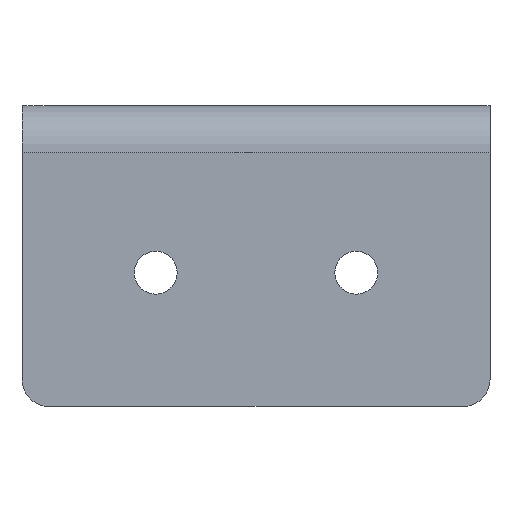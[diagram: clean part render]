
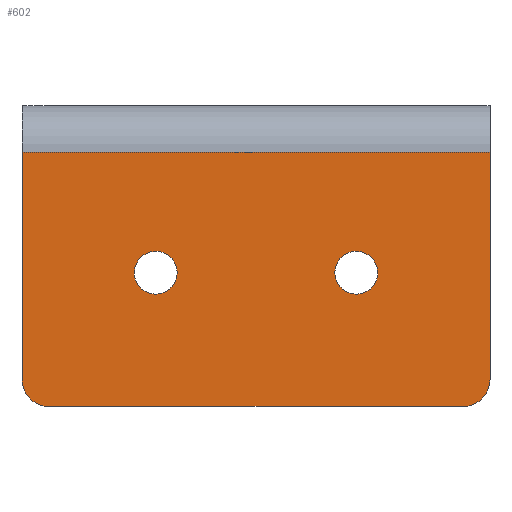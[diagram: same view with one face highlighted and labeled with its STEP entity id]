
A CAD part, front view. The second image highlights one B-rep face of the part: STEP entity #602.
In plain terms, the highlighted planar face has unit normal (0, -1, 0).
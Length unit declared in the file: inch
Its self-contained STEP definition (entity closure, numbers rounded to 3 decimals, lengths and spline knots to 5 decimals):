
#21 = CARTESIAN_POINT ( 'NONE',  ( -0.375, -0.75, -0.5 ) ) ;
#23 = EDGE_LOOP ( 'NONE', ( #565, #223 ) ) ;
#30 = AXIS2_PLACEMENT_3D ( 'NONE', #663, #657, #310 ) ;
#35 = DIRECTION ( 'NONE',  ( 0., 1., 0. ) ) ;
#55 = AXIS2_PLACEMENT_3D ( 'NONE', #21, #716, #588 ) ;
#56 = CARTESIAN_POINT ( 'NONE',  ( -0.875, -0.75, -1. ) ) ;
#75 = VERTEX_POINT ( 'NONE', #278 ) ;
#77 = DIRECTION ( 'NONE',  ( 1., 0., 0. ) ) ;
#79 = CIRCLE ( 'NONE', #546, 0.08 ) ;
#106 = AXIS2_PLACEMENT_3D ( 'NONE', #594, #194, #190 ) ;
#123 = VERTEX_POINT ( 'NONE', #751 ) ;
#124 = CARTESIAN_POINT ( 'NONE',  ( -0.775, -0.75, -0.9 ) ) ;
#131 = EDGE_CURVE ( 'NONE', #678, #170, #274, .T. ) ;
#141 = EDGE_CURVE ( 'NONE', #674, #170, #625, .T. ) ;
#146 = EDGE_LOOP ( 'NONE', ( #438, #347, #603, #470, #188, #237 ) ) ;
#148 = DIRECTION ( 'NONE',  ( 0., 1., 0. ) ) ;
#152 = CIRCLE ( 'NONE', #688, 0.1 ) ;
#167 = VERTEX_POINT ( 'NONE', #576 ) ;
#170 = VERTEX_POINT ( 'NONE', #283 ) ;
#183 = CARTESIAN_POINT ( 'NONE',  ( -0.875, -0.75, -0.05 ) ) ;
#188 = ORIENTED_EDGE ( 'NONE', *, *, #141, .T. ) ;
#190 = DIRECTION ( 'NONE',  ( 0., 0., -1. ) ) ;
#192 = AXIS2_PLACEMENT_3D ( 'NONE', #124, #300, #601 ) ;
#194 = DIRECTION ( 'NONE',  ( 0., -1., 0. ) ) ;
#220 = LINE ( 'NONE', #56, #623 ) ;
#223 = ORIENTED_EDGE ( 'NONE', *, *, #234, .T. ) ;
#234 = EDGE_CURVE ( 'NONE', #432, #167, #291, .T. ) ;
#237 = ORIENTED_EDGE ( 'NONE', *, *, #131, .F. ) ;
#240 = CARTESIAN_POINT ( 'NONE',  ( 0.875, -0.75, -1. ) ) ;
#250 = CARTESIAN_POINT ( 'NONE',  ( 0.375, -0.75, -0.5 ) ) ;
#252 = DIRECTION ( 'NONE',  ( 0., 0., -1. ) ) ;
#265 = DIRECTION ( 'NONE',  ( 0., 0., 1. ) ) ;
#274 = LINE ( 'NONE', #332, #661 ) ;
#278 = CARTESIAN_POINT ( 'NONE',  ( 0.375, -0.75, -0.42 ) ) ;
#282 = EDGE_CURVE ( 'NONE', #527, #123, #295, .T. ) ;
#283 = CARTESIAN_POINT ( 'NONE',  ( 0.875, -0.75, -0.05 ) ) ;
#291 = CIRCLE ( 'NONE', #55, 0.08 ) ;
#295 = LINE ( 'NONE', #240, #685 ) ;
#300 = DIRECTION ( 'NONE',  ( 0., 1., 0. ) ) ;
#310 = DIRECTION ( 'NONE',  ( 0., 0., 1. ) ) ;
#332 = CARTESIAN_POINT ( 'NONE',  ( 0.875, -0.75, -0.05 ) ) ;
#334 = DIRECTION ( 'NONE',  ( 1., 0., 0. ) ) ;
#347 = ORIENTED_EDGE ( 'NONE', *, *, #634, .F. ) ;
#358 = ORIENTED_EDGE ( 'NONE', *, *, #453, .T. ) ;
#375 = FACE_BOUND ( 'NONE', #23, .T. ) ;
#379 = VECTOR ( 'NONE', #691, 39.37008 ) ;
#402 = DIRECTION ( 'NONE',  ( 0., 0., 1. ) ) ;
#424 = VERTEX_POINT ( 'NONE', #507 ) ;
#425 = PLANE ( 'NONE',  #106 ) ;
#428 = CIRCLE ( 'NONE', #192, 0.1 ) ;
#432 = VERTEX_POINT ( 'NONE', #617 ) ;
#438 = ORIENTED_EDGE ( 'NONE', *, *, #542, .F. ) ;
#443 = CIRCLE ( 'NONE', #676, 0.08 ) ;
#453 = EDGE_CURVE ( 'NONE', #75, #424, #79, .T. ) ;
#461 = EDGE_LOOP ( 'NONE', ( #768, #358 ) ) ;
#470 = ORIENTED_EDGE ( 'NONE', *, *, #667, .F. ) ;
#485 = VERTEX_POINT ( 'NONE', #555 ) ;
#488 = DIRECTION ( 'NONE',  ( 0., 1., 0. ) ) ;
#491 = CIRCLE ( 'NONE', #30, 0.08 ) ;
#498 = CARTESIAN_POINT ( 'NONE',  ( 0.375, -0.75, -0.5 ) ) ;
#507 = CARTESIAN_POINT ( 'NONE',  ( 0.375, -0.75, -0.58 ) ) ;
#527 = VERTEX_POINT ( 'NONE', #753 ) ;
#542 = EDGE_CURVE ( 'NONE', #485, #678, #220, .T. ) ;
#546 = AXIS2_PLACEMENT_3D ( 'NONE', #498, #148, #265 ) ;
#555 = CARTESIAN_POINT ( 'NONE',  ( -0.875, -0.75, -0.9 ) ) ;
#565 = ORIENTED_EDGE ( 'NONE', *, *, #609, .T. ) ;
#576 = CARTESIAN_POINT ( 'NONE',  ( -0.375, -0.75, -0.58 ) ) ;
#588 = DIRECTION ( 'NONE',  ( 0., 0., 1. ) ) ;
#594 = CARTESIAN_POINT ( 'NONE',  ( 0.875, -0.75, -1. ) ) ;
#601 = DIRECTION ( 'NONE',  ( 0., 0., -1. ) ) ;
#602 = ADVANCED_FACE ( 'NONE', ( #375, #604, #712 ), #425, .T. ) ;
#603 = ORIENTED_EDGE ( 'NONE', *, *, #282, .T. ) ;
#604 = FACE_BOUND ( 'NONE', #461, .T. ) ;
#609 = EDGE_CURVE ( 'NONE', #167, #432, #491, .T. ) ;
#617 = CARTESIAN_POINT ( 'NONE',  ( -0.375, -0.75, -0.42 ) ) ;
#623 = VECTOR ( 'NONE', #402, 39.37008 ) ;
#625 = LINE ( 'NONE', #630, #379 ) ;
#630 = CARTESIAN_POINT ( 'NONE',  ( 0.875, -0.75, -1. ) ) ;
#634 = EDGE_CURVE ( 'NONE', #527, #485, #428, .T. ) ;
#654 = CARTESIAN_POINT ( 'NONE',  ( 0.775, -0.75, -0.9 ) ) ;
#657 = DIRECTION ( 'NONE',  ( 0., 1., 0. ) ) ;
#661 = VECTOR ( 'NONE', #334, 39.37008 ) ;
#663 = CARTESIAN_POINT ( 'NONE',  ( -0.375, -0.75, -0.5 ) ) ;
#667 = EDGE_CURVE ( 'NONE', #674, #123, #152, .T. ) ;
#674 = VERTEX_POINT ( 'NONE', #769 ) ;
#675 = DIRECTION ( 'NONE',  ( 0., 0., 1. ) ) ;
#676 = AXIS2_PLACEMENT_3D ( 'NONE', #250, #35, #675 ) ;
#678 = VERTEX_POINT ( 'NONE', #183 ) ;
#685 = VECTOR ( 'NONE', #77, 39.37008 ) ;
#688 = AXIS2_PLACEMENT_3D ( 'NONE', #654, #488, #252 ) ;
#691 = DIRECTION ( 'NONE',  ( 0., 0., 1. ) ) ;
#712 = FACE_OUTER_BOUND ( 'NONE', #146, .T. ) ;
#716 = DIRECTION ( 'NONE',  ( 0., 1., 0. ) ) ;
#739 = EDGE_CURVE ( 'NONE', #424, #75, #443, .T. ) ;
#751 = CARTESIAN_POINT ( 'NONE',  ( 0.775, -0.75, -1. ) ) ;
#753 = CARTESIAN_POINT ( 'NONE',  ( -0.775, -0.75, -1. ) ) ;
#768 = ORIENTED_EDGE ( 'NONE', *, *, #739, .T. ) ;
#769 = CARTESIAN_POINT ( 'NONE',  ( 0.875, -0.75, -0.9 ) ) ;
